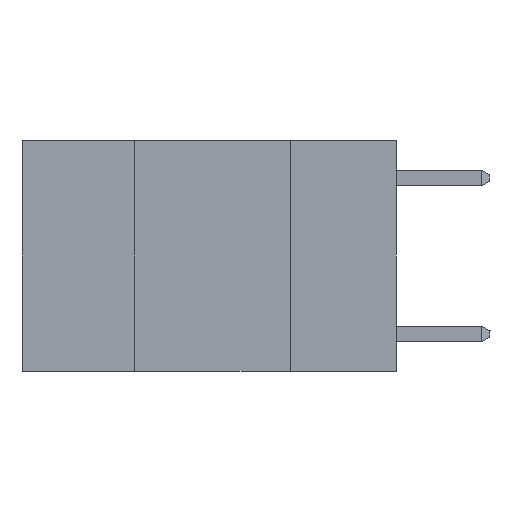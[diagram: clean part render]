
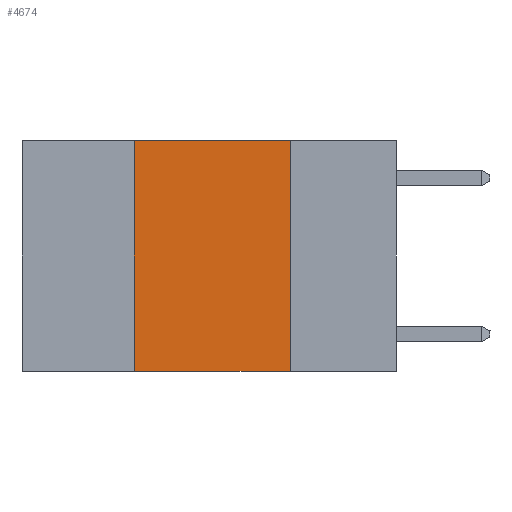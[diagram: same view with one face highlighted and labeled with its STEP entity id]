
A CAD part, left-side view. The second image highlights one B-rep face of the part: STEP entity #4674.
In plain terms, the highlighted planar face has unit normal (-1, 0, 0).
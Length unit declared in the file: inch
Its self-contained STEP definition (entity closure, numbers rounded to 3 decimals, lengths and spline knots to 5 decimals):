
#182 = ORIENTED_EDGE ( 'NONE', *, *, #6236, .F. ) ;
#207 = LINE ( 'NONE', #11723, #13654 ) ;
#444 = ORIENTED_EDGE ( 'NONE', *, *, #6088, .F. ) ;
#596 = VERTEX_POINT ( 'NONE', #7174 ) ;
#953 = DIRECTION ( 'NONE',  ( 0., -1., 0. ) ) ;
#1202 = CARTESIAN_POINT ( 'NONE',  ( 0., 0.17, 0. ) ) ;
#1409 = LINE ( 'NONE', #1862, #9527 ) ;
#1507 = LINE ( 'NONE', #13661, #4318 ) ;
#1674 = FACE_OUTER_BOUND ( 'NONE', #3668, .T. ) ;
#1862 = CARTESIAN_POINT ( 'NONE',  ( 0., 0.42, 0. ) ) ;
#2943 = CARTESIAN_POINT ( 'NONE',  ( 0., 0.6, 0. ) ) ;
#3154 = CARTESIAN_POINT ( 'NONE',  ( 0., 0.42, 0. ) ) ;
#3213 = EDGE_CURVE ( 'NONE', #596, #7495, #10532, .T. ) ;
#3293 = EDGE_CURVE ( 'NONE', #596, #12845, #1409, .T. ) ;
#3668 = EDGE_LOOP ( 'NONE', ( #182, #444, #7067, #13737 ) ) ;
#3865 = DIRECTION ( 'NONE',  ( 0., -1., 0. ) ) ;
#4318 = VECTOR ( 'NONE', #953, 39.37008 ) ;
#4449 = CARTESIAN_POINT ( 'NONE',  ( 0., 0.17, -0.37 ) ) ;
#4674 = ADVANCED_FACE ( 'NONE', ( #1674 ), #6159, .F. ) ;
#6088 = EDGE_CURVE ( 'NONE', #12845, #12905, #1507, .T. ) ;
#6159 = PLANE ( 'NONE',  #7258 ) ;
#6236 = EDGE_CURVE ( 'NONE', #12905, #7495, #207, .T. ) ;
#7067 = ORIENTED_EDGE ( 'NONE', *, *, #3293, .F. ) ;
#7174 = CARTESIAN_POINT ( 'NONE',  ( 0., 0.42, -0.37 ) ) ;
#7215 = DIRECTION ( 'NONE',  ( 0., 0., -1. ) ) ;
#7258 = AXIS2_PLACEMENT_3D ( 'NONE', #2943, #13624, #7215 ) ;
#7495 = VERTEX_POINT ( 'NONE', #4449 ) ;
#7687 = VECTOR ( 'NONE', #3865, 39.37008 ) ;
#8221 = DIRECTION ( 'NONE',  ( 0., 0., 1. ) ) ;
#8509 = DIRECTION ( 'NONE',  ( 0., 0., -1. ) ) ;
#9527 = VECTOR ( 'NONE', #8221, 39.37008 ) ;
#10532 = LINE ( 'NONE', #11336, #7687 ) ;
#11336 = CARTESIAN_POINT ( 'NONE',  ( 0., 0.6, -0.37 ) ) ;
#11723 = CARTESIAN_POINT ( 'NONE',  ( 0., 0.17, 0. ) ) ;
#12845 = VERTEX_POINT ( 'NONE', #3154 ) ;
#12905 = VERTEX_POINT ( 'NONE', #1202 ) ;
#13624 = DIRECTION ( 'NONE',  ( 1., 0., 0. ) ) ;
#13654 = VECTOR ( 'NONE', #8509, 39.37008 ) ;
#13661 = CARTESIAN_POINT ( 'NONE',  ( 0., 0.6, 0. ) ) ;
#13737 = ORIENTED_EDGE ( 'NONE', *, *, #3213, .T. ) ;
